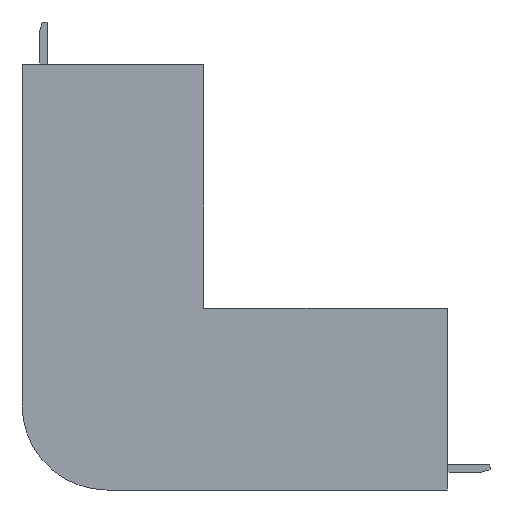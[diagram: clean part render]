
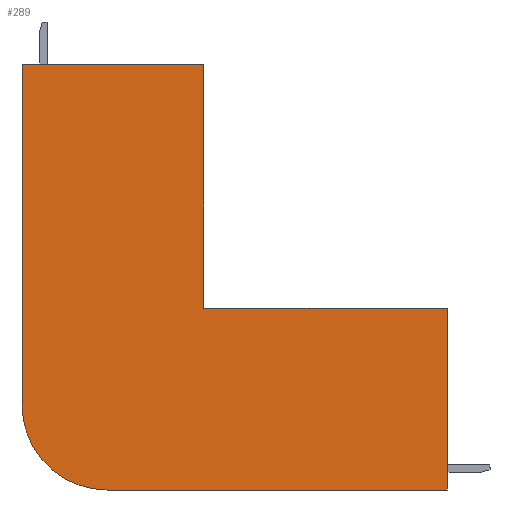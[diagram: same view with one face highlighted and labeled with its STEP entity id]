
A CAD part, left-side view. The second image highlights one B-rep face of the part: STEP entity #289.
In plain terms, the highlighted planar face has unit normal (-1, 0, 0).
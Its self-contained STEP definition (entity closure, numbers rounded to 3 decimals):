
#26 = VECTOR ( 'NONE', #955, 1000. ) ;
#34 = ORIENTED_EDGE ( 'NONE', *, *, #783, .F. ) ;
#37 = ORIENTED_EDGE ( 'NONE', *, *, #270, .F. ) ;
#59 = EDGE_CURVE ( 'NONE', #813, #599, #68, .T. ) ;
#68 = LINE ( 'NONE', #454, #236 ) ;
#89 = ORIENTED_EDGE ( 'NONE', *, *, #59, .F. ) ;
#103 = DIRECTION ( 'NONE',  ( 1., 0., 0. ) ) ;
#122 = CARTESIAN_POINT ( 'NONE',  ( -32.95, -50., -7.3 ) ) ;
#169 = ORIENTED_EDGE ( 'NONE', *, *, #357, .F. ) ;
#177 = CARTESIAN_POINT ( 'NONE',  ( -32.95, 30., -30. ) ) ;
#181 = PLANE ( 'NONE',  #770 ) ;
#213 = VECTOR ( 'NONE', #562, 1000. ) ;
#232 = LINE ( 'NONE', #657, #26 ) ;
#234 = ORIENTED_EDGE ( 'NONE', *, *, #681, .F. ) ;
#236 = VECTOR ( 'NONE', #753, 1000. ) ;
#263 = CARTESIAN_POINT ( 'NONE',  ( -32.95, -50., -7.3 ) ) ;
#270 = EDGE_CURVE ( 'NONE', #338, #971, #232, .T. ) ;
#272 = CARTESIAN_POINT ( 'NONE',  ( -32.95, 50., 50. ) ) ;
#289 = ADVANCED_FACE ( 'NONE', ( #570 ), #181, .F. ) ;
#308 = ORIENTED_EDGE ( 'NONE', *, *, #698, .F. ) ;
#314 = CARTESIAN_POINT ( 'NONE',  ( -32.95, 50., 50. ) ) ;
#326 = LINE ( 'NONE', #661, #587 ) ;
#338 = VERTEX_POINT ( 'NONE', #122 ) ;
#345 = LINE ( 'NONE', #272, #213 ) ;
#349 = ORIENTED_EDGE ( 'NONE', *, *, #730, .F. ) ;
#351 = DIRECTION ( 'NONE',  ( 0., -1., 0. ) ) ;
#356 = CARTESIAN_POINT ( 'NONE',  ( -32.95, 30., -50. ) ) ;
#357 = EDGE_CURVE ( 'NONE', #803, #813, #947, .T. ) ;
#394 = CARTESIAN_POINT ( 'NONE',  ( -32.95, -50., -50. ) ) ;
#419 = DIRECTION ( 'NONE',  ( 0., 0., -1. ) ) ;
#432 = VECTOR ( 'NONE', #351, 1000. ) ;
#454 = CARTESIAN_POINT ( 'NONE',  ( -32.95, 50., 50. ) ) ;
#488 = DIRECTION ( 'NONE',  ( 0., 0., -1. ) ) ;
#494 = LINE ( 'NONE', #263, #432 ) ;
#507 = VERTEX_POINT ( 'NONE', #976 ) ;
#510 = AXIS2_PLACEMENT_3D ( 'NONE', #872, #729, #744 ) ;
#536 = EDGE_LOOP ( 'NONE', ( #37, #234, #308, #349, #89, #169, #34 ) ) ;
#562 = DIRECTION ( 'NONE',  ( 0., -1., 0. ) ) ;
#565 = CARTESIAN_POINT ( 'NONE',  ( -32.95, 7.3, 50. ) ) ;
#569 = LINE ( 'NONE', #565, #944 ) ;
#570 = FACE_OUTER_BOUND ( 'NONE', #536, .T. ) ;
#587 = VECTOR ( 'NONE', #876, 1000. ) ;
#599 = VERTEX_POINT ( 'NONE', #314 ) ;
#639 = CARTESIAN_POINT ( 'NONE',  ( -32.95, 7.3, -7.3 ) ) ;
#657 = CARTESIAN_POINT ( 'NONE',  ( -32.95, -50., -7.3 ) ) ;
#661 = CARTESIAN_POINT ( 'NONE',  ( -32.95, 30., -50. ) ) ;
#681 = EDGE_CURVE ( 'NONE', #784, #338, #494, .T. ) ;
#698 = EDGE_CURVE ( 'NONE', #507, #784, #569, .T. ) ;
#729 = DIRECTION ( 'NONE',  ( 1., 0., 0. ) ) ;
#730 = EDGE_CURVE ( 'NONE', #599, #507, #345, .T. ) ;
#744 = DIRECTION ( 'NONE',  ( 0., 0., -1. ) ) ;
#753 = DIRECTION ( 'NONE',  ( 0., 0., 1. ) ) ;
#770 = AXIS2_PLACEMENT_3D ( 'NONE', #177, #103, #488 ) ;
#783 = EDGE_CURVE ( 'NONE', #971, #803, #326, .T. ) ;
#784 = VERTEX_POINT ( 'NONE', #639 ) ;
#803 = VERTEX_POINT ( 'NONE', #356 ) ;
#813 = VERTEX_POINT ( 'NONE', #903 ) ;
#872 = CARTESIAN_POINT ( 'NONE',  ( -32.95, 30., -30. ) ) ;
#876 = DIRECTION ( 'NONE',  ( 0., 1., 0. ) ) ;
#903 = CARTESIAN_POINT ( 'NONE',  ( -32.95, 50., -30. ) ) ;
#944 = VECTOR ( 'NONE', #419, 1000. ) ;
#947 = CIRCLE ( 'NONE', #510, 20. ) ;
#955 = DIRECTION ( 'NONE',  ( 0., 0., -1. ) ) ;
#971 = VERTEX_POINT ( 'NONE', #394 ) ;
#976 = CARTESIAN_POINT ( 'NONE',  ( -32.95, 7.3, 50. ) ) ;
